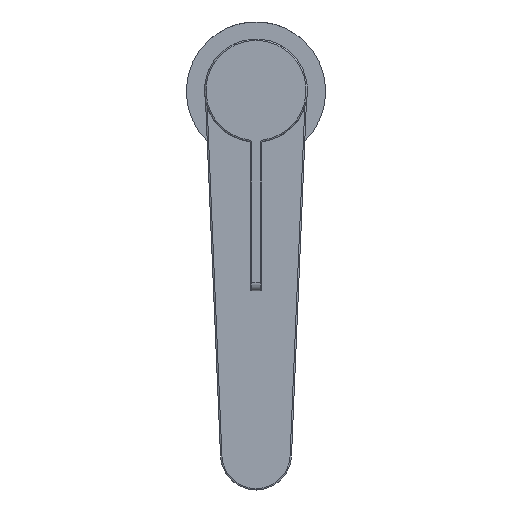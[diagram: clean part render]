
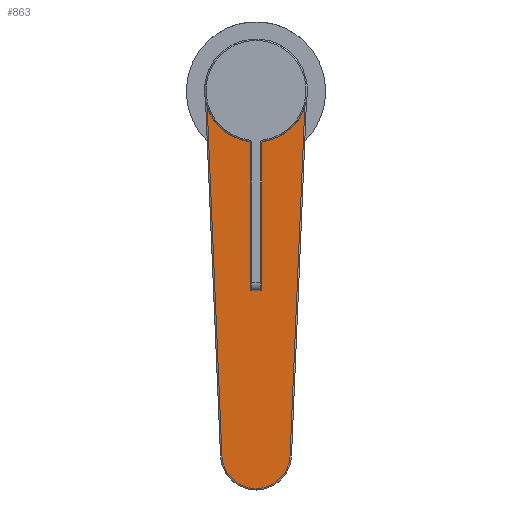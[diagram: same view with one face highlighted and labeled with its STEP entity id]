
A CAD part, top view. The second image highlights one B-rep face of the part: STEP entity #863.
In plain terms, the highlighted planar face has unit normal (0, 0, 1).
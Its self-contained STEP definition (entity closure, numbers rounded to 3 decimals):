
#403=LINE('',#6995,#546);
#404=LINE('',#7005,#547);
#546=VECTOR('',#3456,1.);
#547=VECTOR('',#3467,1.);
#863=ADVANCED_FACE('',(#972,#973),#939,.T.);
#939=PLANE('',#2837);
#972=FACE_BOUND('',#1100,.T.);
#973=FACE_BOUND('',#1101,.T.);
#1100=EDGE_LOOP('',(#1692));
#1101=EDGE_LOOP('',(#1693,#1694,#1695,#1696));
#1692=ORIENTED_EDGE('',*,*,#2374,.F.);
#1693=ORIENTED_EDGE('',*,*,#2375,.T.);
#1694=ORIENTED_EDGE('',*,*,#2376,.F.);
#1695=ORIENTED_EDGE('',*,*,#2377,.T.);
#1696=ORIENTED_EDGE('',*,*,#2371,.F.);
#2043=VERTEX_POINT('',#6996);
#2044=VERTEX_POINT('',#6997);
#2045=VERTEX_POINT('',#7002);
#2046=VERTEX_POINT('',#7004);
#2047=VERTEX_POINT('',#7006);
#2371=EDGE_CURVE('',#2043,#2044,#403,.T.);
#2374=EDGE_CURVE('',#2045,#2045,#2576,.T.);
#2375=EDGE_CURVE('',#2043,#2046,#2577,.T.);
#2376=EDGE_CURVE('',#2047,#2046,#404,.T.);
#2377=EDGE_CURVE('',#2047,#2044,#2578,.T.);
#2576=CIRCLE('',#2834,16.2);
#2577=CIRCLE('',#2835,12.);
#2578=CIRCLE('',#2836,17.4);
#2834=AXIS2_PLACEMENT_3D('',#7001,#3463,#3464);
#2835=AXIS2_PLACEMENT_3D('',#7003,#3465,#3466);
#2836=AXIS2_PLACEMENT_3D('',#7007,#3468,#3469);
#2837=AXIS2_PLACEMENT_3D('',#7008,#3470,#3471);
#3456=DIRECTION('',(-0.042,0.999,0.));
#3463=DIRECTION('',(0.,0.,1.));
#3464=DIRECTION('',(0.,-1.,0.));
#3465=DIRECTION('',(0.,0.,1.));
#3466=DIRECTION('',(-0.999,-0.042,0.));
#3467=DIRECTION('',(-0.042,-0.999,0.));
#3468=DIRECTION('',(0.,0.,1.));
#3469=DIRECTION('',(0.999,-0.042,0.));
#3470=DIRECTION('',(0.,0.,1.));
#3471=DIRECTION('',(1.,0.,0.));
#6995=CARTESIAN_POINT('',(-11.989,29.788,55.717));
#6996=CARTESIAN_POINT('',(-11.989,29.788,55.717));
#6997=CARTESIAN_POINT('',(-17.385,157.56,55.717));
#7001=CARTESIAN_POINT('',(0.,158.294,55.717));
#7002=CARTESIAN_POINT('',(1.412,142.156,55.717));
#7003=CARTESIAN_POINT('',(0.,30.294,55.717));
#7004=CARTESIAN_POINT('',(11.989,29.788,55.717));
#7005=CARTESIAN_POINT('',(17.385,157.56,55.717));
#7006=CARTESIAN_POINT('',(17.385,157.56,55.717));
#7007=CARTESIAN_POINT('',(0.,158.294,55.717));
#7008=CARTESIAN_POINT('',(-25.267,10.465,55.717));
